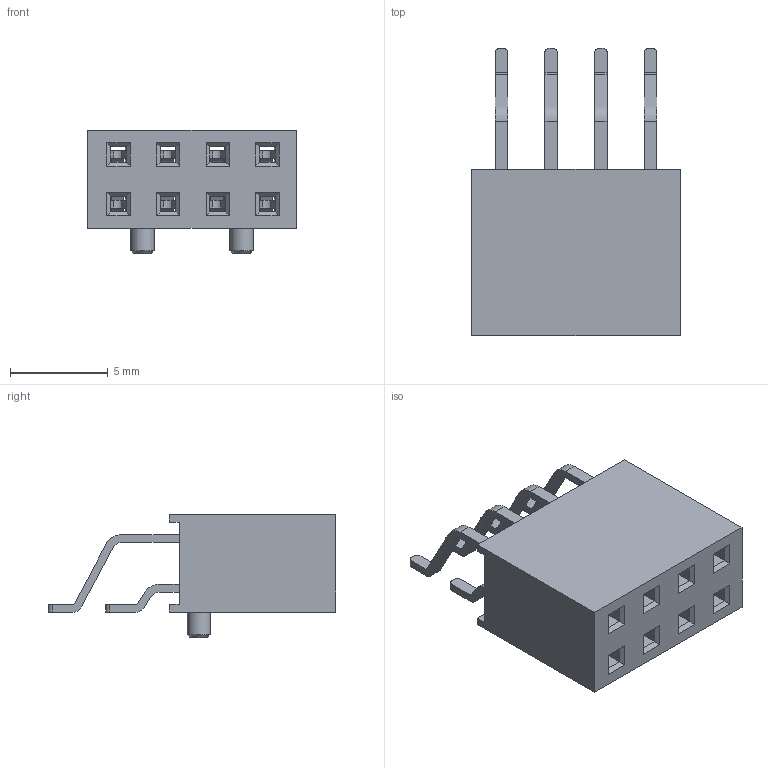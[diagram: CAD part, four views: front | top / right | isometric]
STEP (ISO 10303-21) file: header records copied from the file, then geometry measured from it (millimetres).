
FILE_DESCRIPTION(/* description */ ('Unknown'),/* implementation_level */ '2;1');
FILE_NAME(/* name */ '610108249221',/* time_stamp */ '2016-03-17T10:23:43+01:00',/* author */ ('Unknown'),/* organization */ ('Unknown'),/* preprocessor_version */ 'ST-DEVELOPER v16',/* originating_system */ 'DEX',/* authorisation */ $);
FILE_SCHEMA (('AUTOMOTIVE_DESIGN {1 0 10303 214 3 1 1}'));
Length unit declared in the file: millimetre
Products named in the file (4): 6101xx249221; 610308249221; 6103xx249221_PIN COURTE; 6103xx249221_PIN LONGUE
Assembly tree (9 placements, depth 2):
  6101xx249221
    610308249221
    6103xx249221_PIN COURTE  x4
    6103xx249221_PIN LONGUE  x4
Bounding box: 10.66 x 14.69 x 6.3 mm (x, y, z)
Volume: 393 mm3; surface area: 1045.6 mm2
Topology: 9 solids, 9 shells, 504 faces, 1324 edges, 840 vertices
Faces by surface type: plane 436, cylinder 66, cone 2
Full cylindrical faces by diameter (mm): 1.2 x2
Entity records: 9289 total; most frequent: CARTESIAN_POINT 1530, ORIENTED_EDGE 1508, DIRECTION 1400, EDGE_CURVE 754, LINE 704, VECTOR 704, VERTEX_POINT 478, AXIS2_PLACEMENT_3D 348
